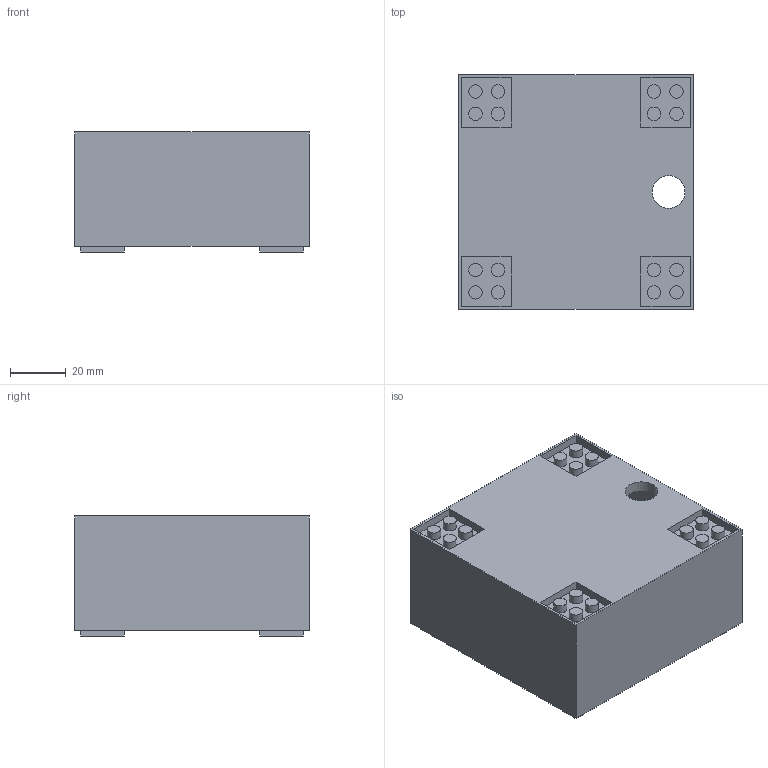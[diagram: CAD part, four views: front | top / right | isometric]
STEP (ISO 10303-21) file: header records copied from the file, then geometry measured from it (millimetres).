
FILE_DESCRIPTION(('FreeCAD Model'),'2;1');
FILE_NAME('Turtles_Filter_Head_2.step', '2015-05-09T16:56:23',('Author'),(''), 'Open CASCADE STEP processor 6.7','FreeCAD','Unknown');
FILE_SCHEMA(('AUTOMOTIVE_DESIGN_CC2 { 1 2 10303 214 -1 1 5 4 }'));
Length unit declared in the file: millimetre
Products named in the file (1): Pre-Filter3_Pocket
Bounding box: 84 x 84 x 43 mm (x, y, z)
Volume: 97033.9 mm3; surface area: 57800.1 mm2
Topology: 1 solids, 1 shells, 592 faces, 1904 edges, 1251 vertices
Faces by surface type: cylinder 490, plane 102
Full cylindrical faces by diameter (mm): 2 x327, 4 x110, 4.5 x32, 4.8 x16, 6.5 x4, 11.7 x1
Entity records: 47794 total; most frequent: CARTESIAN_POINT 10469, DIRECTION 7055, ORIENTED_EDGE 3600, PCURVE 3600, DEFINITIONAL_REPRESENTATION 3600, LINE 3288, VECTOR 3288, EDGE_CURVE 1800
